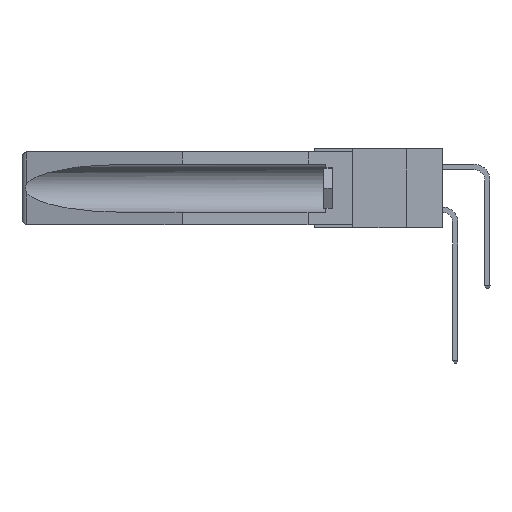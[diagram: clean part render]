
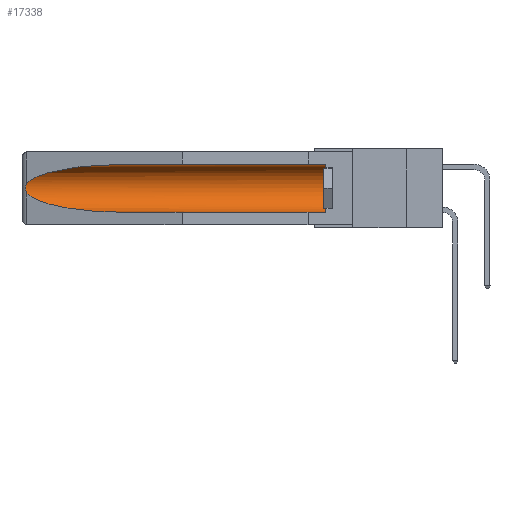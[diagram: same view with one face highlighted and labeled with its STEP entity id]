
A CAD part, left-side view. The second image highlights one B-rep face of the part: STEP entity #17338.
In plain terms, the highlighted cylindrical face has radius 2.857 mm (diameter 5.715 mm), a partial arc.
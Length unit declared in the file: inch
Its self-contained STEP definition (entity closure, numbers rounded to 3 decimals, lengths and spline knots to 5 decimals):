
#1010 = ORIENTED_EDGE ( 'NONE', *, *, #17410, .T. ) ;
#1139 = EDGE_CURVE ( 'NONE', #15868, #29762, #29443, .T. ) ;
#1210 = CARTESIAN_POINT ( 'NONE',  ( 0.26597, 1.5296, -0.19026 ) ) ;
#1264 = CARTESIAN_POINT ( 'NONE',  ( 0.26537, 1.52718, -0.14972 ) ) ;
#1306 = AXIS2_PLACEMENT_3D ( 'NONE', #5524, #10903, #32077 ) ;
#1991 = LINE ( 'NONE', #26034, #22354 ) ;
#2870 = CARTESIAN_POINT ( 'NONE',  ( 0.25451, 1.48313, -0.24835 ) ) ;
#4523 =( BOUNDED_CURVE ( )  B_SPLINE_CURVE ( 3, ( #18813, #21604, #8306, #8423 ),
 .UNSPECIFIED., .F., .T. ) 
 B_SPLINE_CURVE_WITH_KNOTS ( ( 4, 4 ),
 ( 4.71239, 6.08839 ),
 .UNSPECIFIED. ) 
 CURVE ( )  GEOMETRIC_REPRESENTATION_ITEM ( )  RATIONAL_B_SPLINE_CURVE ( ( 1., 0.848, 0.848, 1. ) ) 
 REPRESENTATION_ITEM ( '' )  );
#5524 = CARTESIAN_POINT ( 'NONE',  ( 0.155, -0.30754, -0.1715 ) ) ;
#5569 = B_SPLINE_CURVE_WITH_KNOTS ( 'NONE', 3,
 ( #30561, #17121, #11684, #14237, #16888, #30215, #22454, #11795, #1210, #32775 ),
 .UNSPECIFIED., .F., .F.,
 ( 4, 2, 2, 2, 4 ),
 ( 0., 0.00029, 0.00058, 0.00087, 0.00117 ),
 .UNSPECIFIED. ) ;
#6377 = CARTESIAN_POINT ( 'NONE',  ( 0.155, 1.07973, -0.284 ) ) ;
#7988 = CARTESIAN_POINT ( 'NONE',  ( 0.155, 0.126, -0.284 ) ) ;
#8198 = EDGE_CURVE ( 'NONE', #29762, #25215, #1991, .T. ) ;
#8306 = CARTESIAN_POINT ( 'NONE',  ( 0.25451, 1.48313, -0.09465 ) ) ;
#8423 = CARTESIAN_POINT ( 'NONE',  ( 0.26537, 1.52718, -0.14972 ) ) ;
#8831 = FACE_OUTER_BOUND ( 'NONE', #21320, .T. ) ;
#10903 = DIRECTION ( 'NONE',  ( 0., 1., 0. ) ) ;
#11362 = DIRECTION ( 'NONE',  ( 0., 1., 0. ) ) ;
#11684 = CARTESIAN_POINT ( 'NONE',  ( 0.26654, 1.53092, -0.15636 ) ) ;
#11795 = CARTESIAN_POINT ( 'NONE',  ( 0.26655, 1.53094, -0.18657 ) ) ;
#12280 = EDGE_CURVE ( 'NONE', #31094, #25797, #28727, .T. ) ;
#13752 = ORIENTED_EDGE ( 'NONE', *, *, #30508, .F. ) ;
#14237 = CARTESIAN_POINT ( 'NONE',  ( 0.2673, 1.5327, -0.16383 ) ) ;
#15868 = VERTEX_POINT ( 'NONE', #7988 ) ;
#15922 = ORIENTED_EDGE ( 'NONE', *, *, #24145, .T. ) ;
#16888 = CARTESIAN_POINT ( 'NONE',  ( 0.2675, 1.53308, -0.16763 ) ) ;
#17121 = CARTESIAN_POINT ( 'NONE',  ( 0.26597, 1.52961, -0.15275 ) ) ;
#17338 = ADVANCED_FACE ( 'NONE', ( #8831 ), #23729, .F. ) ;
#17410 = EDGE_CURVE ( 'NONE', #33620, #31094, #5569, .T. ) ;
#17627 = CARTESIAN_POINT ( 'NONE',  ( 0.155, 1.07973, -0.059 ) ) ;
#18112 = DIRECTION ( 'NONE',  ( 0., 0., 1. ) ) ;
#18667 = LINE ( 'NONE', #32691, #27807 ) ;
#18813 = CARTESIAN_POINT ( 'NONE',  ( 0.155, 1.07973, -0.059 ) ) ;
#21280 = CARTESIAN_POINT ( 'NONE',  ( 0.21114, 1.30732, -0.284 ) ) ;
#21320 = EDGE_LOOP ( 'NONE', ( #15922, #1010, #23491, #13752, #33208, #25836 ) ) ;
#21604 = CARTESIAN_POINT ( 'NONE',  ( 0.21114, 1.30732, -0.059 ) ) ;
#22354 = VECTOR ( 'NONE', #28819, 39.37008 ) ;
#22454 = CARTESIAN_POINT ( 'NONE',  ( 0.2673, 1.53269, -0.17917 ) ) ;
#23491 = ORIENTED_EDGE ( 'NONE', *, *, #12280, .T. ) ;
#23729 = CYLINDRICAL_SURFACE ( 'NONE', #1306, 0.1125 ) ;
#24145 = EDGE_CURVE ( 'NONE', #25215, #33620, #4523, .T. ) ;
#25215 = VERTEX_POINT ( 'NONE', #17627 ) ;
#25797 = VERTEX_POINT ( 'NONE', #6377 ) ;
#25836 = ORIENTED_EDGE ( 'NONE', *, *, #8198, .T. ) ;
#26034 = CARTESIAN_POINT ( 'NONE',  ( 0.155, -0.30754, -0.059 ) ) ;
#26213 = CARTESIAN_POINT ( 'NONE',  ( 0.155, 0.126, -0.059 ) ) ;
#26614 = CARTESIAN_POINT ( 'NONE',  ( 0.155, 1.07973, -0.284 ) ) ;
#27807 = VECTOR ( 'NONE', #11362, 39.37008 ) ;
#28727 =( BOUNDED_CURVE ( )  B_SPLINE_CURVE ( 3, ( #31727, #2870, #21280, #26614 ),
 .UNSPECIFIED., .F., .F. ) 
 B_SPLINE_CURVE_WITH_KNOTS ( ( 4, 4 ),
 ( 0.1948, 1.5708 ),
 .UNSPECIFIED. ) 
 CURVE ( )  GEOMETRIC_REPRESENTATION_ITEM ( )  RATIONAL_B_SPLINE_CURVE ( ( 1., 0.848, 0.848, 1. ) ) 
 REPRESENTATION_ITEM ( '' )  );
#28819 = DIRECTION ( 'NONE',  ( 0., 1., 0. ) ) ;
#29443 = CIRCLE ( 'NONE', #29764, 0.1125 ) ;
#29762 = VERTEX_POINT ( 'NONE', #26213 ) ;
#29764 = AXIS2_PLACEMENT_3D ( 'NONE', #31350, #34035, #18112 ) ;
#30215 = CARTESIAN_POINT ( 'NONE',  ( 0.2675, 1.53308, -0.17534 ) ) ;
#30508 = EDGE_CURVE ( 'NONE', #15868, #25797, #18667, .T. ) ;
#30561 = CARTESIAN_POINT ( 'NONE',  ( 0.26537, 1.52718, -0.14972 ) ) ;
#31094 = VERTEX_POINT ( 'NONE', #32914 ) ;
#31350 = CARTESIAN_POINT ( 'NONE',  ( 0.155, 0.126, -0.1715 ) ) ;
#31727 = CARTESIAN_POINT ( 'NONE',  ( 0.26537, 1.52718, -0.19328 ) ) ;
#32077 = DIRECTION ( 'NONE',  ( 0., 0., 1. ) ) ;
#32691 = CARTESIAN_POINT ( 'NONE',  ( 0.155, -0.30754, -0.284 ) ) ;
#32775 = CARTESIAN_POINT ( 'NONE',  ( 0.26537, 1.52718, -0.19328 ) ) ;
#32914 = CARTESIAN_POINT ( 'NONE',  ( 0.26537, 1.52718, -0.19328 ) ) ;
#33208 = ORIENTED_EDGE ( 'NONE', *, *, #1139, .T. ) ;
#33620 = VERTEX_POINT ( 'NONE', #1264 ) ;
#34035 = DIRECTION ( 'NONE',  ( 0., -1., 0. ) ) ;
